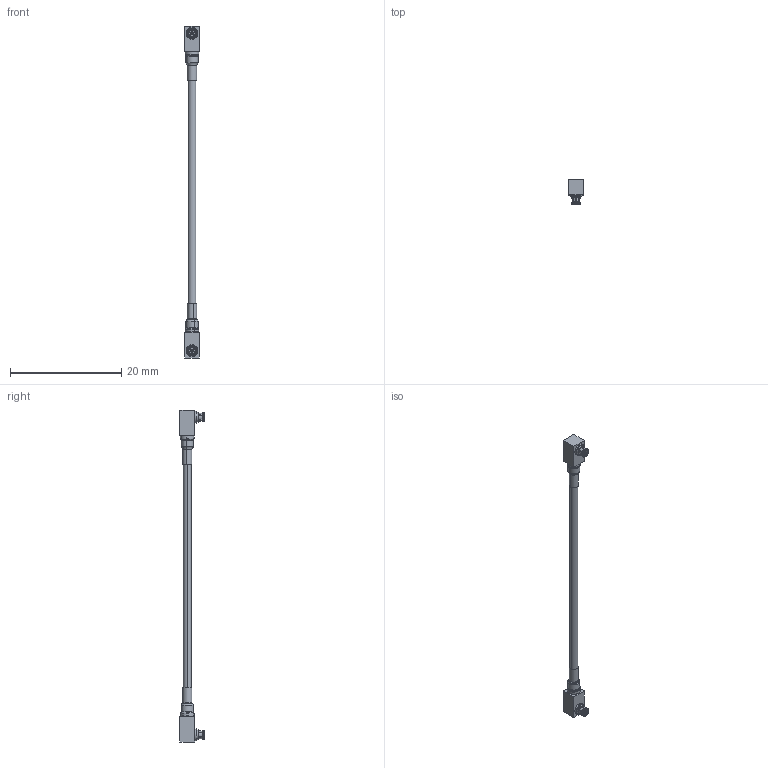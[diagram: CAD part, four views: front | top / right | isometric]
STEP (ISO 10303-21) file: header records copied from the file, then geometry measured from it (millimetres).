
FILE_DESCRIPTION (( 'STEP AP214' ), '1' );
FILE_NAME ('FMCA9951_3D.step', '2023-09-25T22:24:35', ( '' ), ( '' ), 'SwSTEP 2.0', 'SolidWorks 2022', '' );
FILE_SCHEMA (( 'AUTOMOTIVE_DESIGN' ));
Length unit declared in the file: inch
Products named in the file (4): Copy of PE-P047 Cable New^FMCA9951; FMCA9951_3D; Copy of PE45894^FMCA9951; Copy of 047_HeatShrink^FMCA9951
Assembly tree (5 placements, depth 2):
  FMCA9951_3D
    Copy of PE-P047 Cable New^FMCA9951
    Copy of PE45894^FMCA9951  x2
    Copy of 047_HeatShrink^FMCA9951  x2
Bounding box: 2.67 x 4.36 x 59.58 mm (x, y, z)
Volume: 183.5 mm3; surface area: 495.6 mm2
Topology: 5 solids, 5 shells, 258 faces, 658 edges, 422 vertices
Faces by surface type: plane 112, cylinder 66, torus 40, cone 40
Entity records: 4436 total; most frequent: CARTESIAN_POINT 1030, DIRECTION 708, ORIENTED_EDGE 660, EDGE_CURVE 330, AXIS2_PLACEMENT_3D 283, VERTEX_POINT 213, CIRCLE 144, LINE 142
